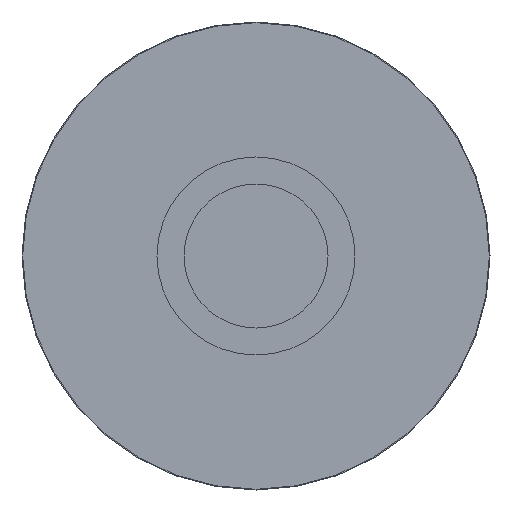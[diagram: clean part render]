
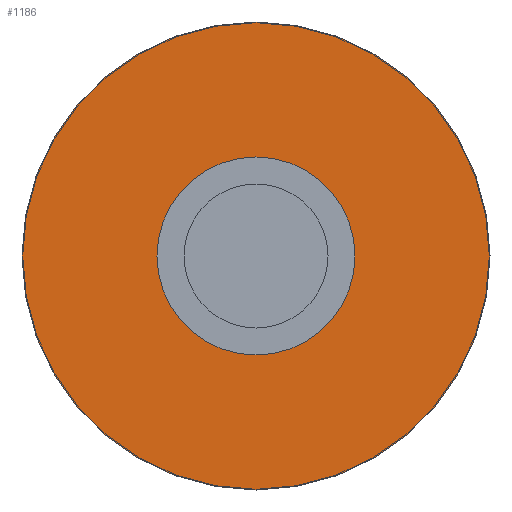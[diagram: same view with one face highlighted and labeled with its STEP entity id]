
A CAD part, left-side view. The second image highlights one B-rep face of the part: STEP entity #1186.
In plain terms, the highlighted planar face has unit normal (-1, 0, 0).
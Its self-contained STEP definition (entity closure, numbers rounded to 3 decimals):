
#1117 = CYLINDRICAL_SURFACE('',#1118,1300.);
#1118 = AXIS2_PLACEMENT_3D('',#1119,#1120,#1121);
#1119 = CARTESIAN_POINT('',(1360.,0.,0.));
#1120 = DIRECTION('',(1.,0.,0.));
#1121 = DIRECTION('',(0.,0.,-1.));
#1137 = VERTEX_POINT('',#1138);
#1138 = CARTESIAN_POINT('',(1360.,0.,-1300.));
#1159 = EDGE_CURVE('',#1137,#1137,#1160,.T.);
#1160 = SURFACE_CURVE('',#1161,(#1166,#1173),.PCURVE_S1.);
#1161 = CIRCLE('',#1162,1300.);
#1162 = AXIS2_PLACEMENT_3D('',#1163,#1164,#1165);
#1163 = CARTESIAN_POINT('',(1360.,0.,0.));
#1164 = DIRECTION('',(1.,0.,0.));
#1165 = DIRECTION('',(0.,0.,-1.));
#1166 = PCURVE('',#1117,#1167);
#1167 = DEFINITIONAL_REPRESENTATION('',(#1168),#1172);
#1168 = LINE('',#1169,#1170);
#1169 = CARTESIAN_POINT('',(0.,0.));
#1170 = VECTOR('',#1171,1.);
#1171 = DIRECTION('',(1.,0.));
#1172 = ( GEOMETRIC_REPRESENTATION_CONTEXT(2) 
PARAMETRIC_REPRESENTATION_CONTEXT() REPRESENTATION_CONTEXT('2D SPACE',''
  ) );
#1173 = PCURVE('',#1174,#1179);
#1174 = PLANE('',#1175);
#1175 = AXIS2_PLACEMENT_3D('',#1176,#1177,#1178);
#1176 = CARTESIAN_POINT('',(1360.,0.,0.));
#1177 = DIRECTION('',(1.,0.,0.));
#1178 = DIRECTION('',(0.,0.,-1.));
#1179 = DEFINITIONAL_REPRESENTATION('',(#1180),#1184);
#1180 = CIRCLE('',#1181,1300.);
#1181 = AXIS2_PLACEMENT_2D('',#1182,#1183);
#1182 = CARTESIAN_POINT('',(0.,0.));
#1183 = DIRECTION('',(1.,0.));
#1184 = ( GEOMETRIC_REPRESENTATION_CONTEXT(2) 
PARAMETRIC_REPRESENTATION_CONTEXT() REPRESENTATION_CONTEXT('2D SPACE',''
  ) );
#1186 = ADVANCED_FACE('',(#1187,#1190),#1174,.F.);
#1187 = FACE_BOUND('',#1188,.F.);
#1188 = EDGE_LOOP('',(#1189));
#1189 = ORIENTED_EDGE('',*,*,#1159,.T.);
#1190 = FACE_BOUND('',#1191,.F.);
#1191 = EDGE_LOOP('',(#1192));
#1192 = ORIENTED_EDGE('',*,*,#1193,.F.);
#1193 = EDGE_CURVE('',#1194,#1194,#1196,.T.);
#1194 = VERTEX_POINT('',#1195);
#1195 = CARTESIAN_POINT('',(1360.,0.,-550.));
#1196 = SURFACE_CURVE('',#1197,(#1202,#1209),.PCURVE_S1.);
#1197 = CIRCLE('',#1198,550.);
#1198 = AXIS2_PLACEMENT_3D('',#1199,#1200,#1201);
#1199 = CARTESIAN_POINT('',(1360.,0.,0.));
#1200 = DIRECTION('',(1.,0.,0.));
#1201 = DIRECTION('',(0.,0.,-1.));
#1202 = PCURVE('',#1174,#1203);
#1203 = DEFINITIONAL_REPRESENTATION('',(#1204),#1208);
#1204 = CIRCLE('',#1205,550.);
#1205 = AXIS2_PLACEMENT_2D('',#1206,#1207);
#1206 = CARTESIAN_POINT('',(0.,0.));
#1207 = DIRECTION('',(1.,0.));
#1208 = ( GEOMETRIC_REPRESENTATION_CONTEXT(2) 
PARAMETRIC_REPRESENTATION_CONTEXT() REPRESENTATION_CONTEXT('2D SPACE',''
  ) );
#1209 = PCURVE('',#1210,#1215);
#1210 = CYLINDRICAL_SURFACE('',#1211,550.);
#1211 = AXIS2_PLACEMENT_3D('',#1212,#1213,#1214);
#1212 = CARTESIAN_POINT('',(900.,0.,0.));
#1213 = DIRECTION('',(1.,0.,0.));
#1214 = DIRECTION('',(0.,0.,-1.));
#1215 = DEFINITIONAL_REPRESENTATION('',(#1216),#1220);
#1216 = LINE('',#1217,#1218);
#1217 = CARTESIAN_POINT('',(0.,460.));
#1218 = VECTOR('',#1219,1.);
#1219 = DIRECTION('',(1.,0.));
#1220 = ( GEOMETRIC_REPRESENTATION_CONTEXT(2) 
PARAMETRIC_REPRESENTATION_CONTEXT() REPRESENTATION_CONTEXT('2D SPACE',''
  ) );
